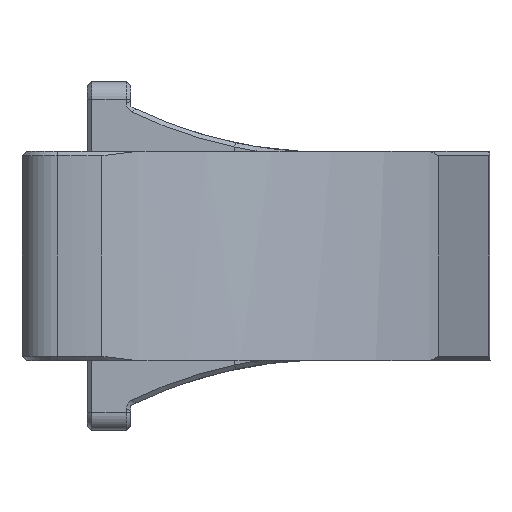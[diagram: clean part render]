
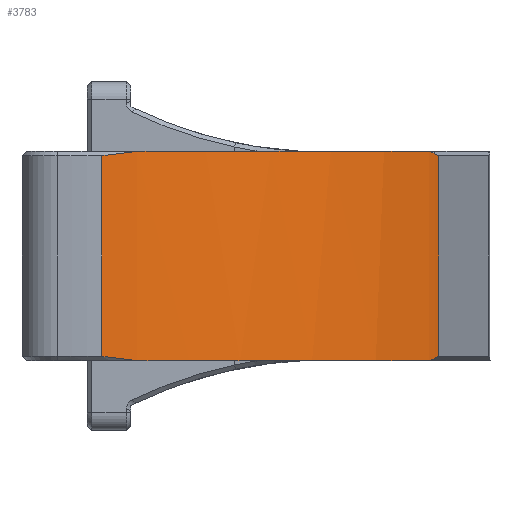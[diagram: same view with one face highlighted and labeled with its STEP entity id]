
A CAD part, left-side view. The second image highlights one B-rep face of the part: STEP entity #3783.
In plain terms, the highlighted cylindrical face has radius 55 mm (diameter 110 mm), a partial arc.
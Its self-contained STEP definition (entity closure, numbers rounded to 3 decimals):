
#2081 = VERTEX_POINT('',#2082);
#2082 = CARTESIAN_POINT('',(-46.512,-8.688,-12.));
#2089 = EDGE_CURVE('',#2090,#2081,#2092,.T.);
#2090 = VERTEX_POINT('',#2091);
#2091 = CARTESIAN_POINT('',(-24.231,-42.234,-12.));
#2092 = B_SPLINE_CURVE_WITH_KNOTS('',8,(#2093,#2094,#2095,#2096,#2097,
    #2098,#2099,#2100,#2101,#2102,#2103,#2104,#2105,#2106,#2107,#2108),
  .UNSPECIFIED.,.F.,.F.,(9,7,9),(0.,0.729,1.),.UNSPECIFIED.);
#2093 = CARTESIAN_POINT('',(-22.588,-43.337,-12.));
#2094 = CARTESIAN_POINT('',(-25.98,-41.146,-12.));
#2095 = CARTESIAN_POINT('',(-29.189,-38.669,-12.));
#2096 = CARTESIAN_POINT('',(-32.185,-35.925,-12.));
#2097 = CARTESIAN_POINT('',(-34.944,-32.937,-12.));
#2098 = CARTESIAN_POINT('',(-37.441,-29.727,-12.));
#2099 = CARTESIAN_POINT('',(-39.659,-26.323,-12.));
#2100 = CARTESIAN_POINT('',(-41.578,-22.753,-12.));
#2101 = CARTESIAN_POINT('',(-43.783,-17.674,-12.));
#2102 = CARTESIAN_POINT('',(-44.337,-16.282,-12.));
#2103 = CARTESIAN_POINT('',(-44.847,-14.872,-12.));
#2104 = CARTESIAN_POINT('',(-45.314,-13.447,-12.));
#2105 = CARTESIAN_POINT('',(-45.736,-12.008,-12.));
#2106 = CARTESIAN_POINT('',(-46.112,-10.557,-12.));
#2107 = CARTESIAN_POINT('',(-46.443,-9.095,-12.));
#2108 = CARTESIAN_POINT('',(-46.729,-7.624,-12.));
#2208 = VERTEX_POINT('',#2209);
#2209 = CARTESIAN_POINT('',(-23.237,-42.912,
    11.697));
#2215 = EDGE_CURVE('',#2208,#2216,#2218,.T.);
#2216 = VERTEX_POINT('',#2217);
#2217 = CARTESIAN_POINT('',(-22.588,-43.337,
    11.5));
#2218 = B_SPLINE_CURVE_WITH_KNOTS('',4,(#2219,#2220,#2221,#2222,#2223),
  .UNSPECIFIED.,.F.,.F.,(5,5),(0.,1.),.PIECEWISE_BEZIER_KNOTS.);
#2219 = CARTESIAN_POINT('',(-23.237,-42.912,
    11.697));
#2220 = CARTESIAN_POINT('',(-23.076,-43.019,
    11.646));
#2221 = CARTESIAN_POINT('',(-22.914,-43.126,
    11.597));
#2222 = CARTESIAN_POINT('',(-22.752,-43.232,
    11.548));
#2223 = CARTESIAN_POINT('',(-22.588,-43.337,
    11.5));
#2367 = VERTEX_POINT('',#2368);
#2368 = CARTESIAN_POINT('',(-24.231,-42.234,12.));
#2375 = EDGE_CURVE('',#2376,#2367,#2378,.T.);
#2376 = VERTEX_POINT('',#2377);
#2377 = CARTESIAN_POINT('',(-46.512,-8.688,12.));
#2378 = CIRCLE('',#2379,55.);
#2379 = AXIS2_PLACEMENT_3D('',#2380,#2381,#2382);
#2380 = CARTESIAN_POINT('',(7.263,2.856,12.));
#2381 = DIRECTION('',(0.,0.,1.));
#2382 = DIRECTION('',(1.,0.,0.));
#2615 = EDGE_CURVE('',#2616,#2618,#2620,.T.);
#2616 = VERTEX_POINT('',#2617);
#2617 = CARTESIAN_POINT('',(-23.237,-42.912,
    -11.697));
#2618 = VERTEX_POINT('',#2619);
#2619 = CARTESIAN_POINT('',(-22.588,-43.337,
    -11.5));
#2620 = B_SPLINE_CURVE_WITH_KNOTS('',4,(#2621,#2622,#2623,#2624,#2625),
  .UNSPECIFIED.,.F.,.F.,(5,5),(0.,1.),.PIECEWISE_BEZIER_KNOTS.);
#2621 = CARTESIAN_POINT('',(-23.237,-42.912,
    -11.697));
#2622 = CARTESIAN_POINT('',(-23.076,-43.019,
    -11.646));
#2623 = CARTESIAN_POINT('',(-22.914,-43.126,
    -11.597));
#2624 = CARTESIAN_POINT('',(-22.752,-43.232,
    -11.548));
#2625 = CARTESIAN_POINT('',(-22.588,-43.337,
    -11.5));
#2651 = EDGE_CURVE('',#2216,#2618,#2652,.T.);
#2652 = LINE('',#2653,#2654);
#2653 = CARTESIAN_POINT('',(-22.588,-43.337,12.));
#2654 = VECTOR('',#2655,1.);
#2655 = DIRECTION('',(-0.,-0.,-1.));
#3761 = EDGE_CURVE('',#2090,#2616,#3762,.T.);
#3762 = B_SPLINE_CURVE_WITH_KNOTS('',4,(#3763,#3764,#3765,#3766,#3767),
  .UNSPECIFIED.,.F.,.F.,(5,5),(0.,1.),.PIECEWISE_BEZIER_KNOTS.);
#3763 = CARTESIAN_POINT('',(-24.231,-42.234,
    -12.));
#3764 = CARTESIAN_POINT('',(-23.983,-42.407,
    -11.926));
#3765 = CARTESIAN_POINT('',(-23.735,-42.578,
    -11.851));
#3766 = CARTESIAN_POINT('',(-23.486,-42.746,
    -11.775));
#3767 = CARTESIAN_POINT('',(-23.237,-42.912,
    -11.697));
#3783 = ADVANCED_FACE('',(#3784),#3832,.T.);
#3784 = FACE_BOUND('',#3785,.T.);
#3785 = EDGE_LOOP('',(#3786,#3799,#3807,#3818,#3819,#3820,#3821,#3822,
    #3823,#3831));
#3786 = ORIENTED_EDGE('',*,*,#3787,.T.);
#3787 = EDGE_CURVE('',#2376,#3788,#3790,.T.);
#3788 = VERTEX_POINT('',#3789);
#3789 = CARTESIAN_POINT('',(-47.218,-4.678,11.5));
#3790 = B_SPLINE_CURVE_WITH_KNOTS('',4,(#3791,#3792,#3793,#3794,#3795,
    #3796,#3797,#3798),.UNSPECIFIED.,.F.,.F.,(5,3,5),(0.,0.454,
    1.),.UNSPECIFIED.);
#3791 = CARTESIAN_POINT('',(-46.511,-8.689,
    12.));
#3792 = CARTESIAN_POINT('',(-46.609,-8.236,
    11.946));
#3793 = CARTESIAN_POINT('',(-46.701,-7.783,
    11.891));
#3794 = CARTESIAN_POINT('',(-46.787,-7.329,
    11.835));
#3795 = CARTESIAN_POINT('',(-46.968,-6.326,
    11.711));
#3796 = CARTESIAN_POINT('',(-47.059,-5.777,
    11.642));
#3797 = CARTESIAN_POINT('',(-47.142,-5.228,
    11.571));
#3798 = CARTESIAN_POINT('',(-47.218,-4.678,
    11.5));
#3799 = ORIENTED_EDGE('',*,*,#3800,.T.);
#3800 = EDGE_CURVE('',#3788,#3801,#3803,.T.);
#3801 = VERTEX_POINT('',#3802);
#3802 = CARTESIAN_POINT('',(-47.218,-4.678,-11.5));
#3803 = LINE('',#3804,#3805);
#3804 = CARTESIAN_POINT('',(-47.218,-4.678,12.));
#3805 = VECTOR('',#3806,1.);
#3806 = DIRECTION('',(-0.,-0.,-1.));
#3807 = ORIENTED_EDGE('',*,*,#3808,.F.);
#3808 = EDGE_CURVE('',#2081,#3801,#3809,.T.);
#3809 = B_SPLINE_CURVE_WITH_KNOTS('',4,(#3810,#3811,#3812,#3813,#3814,
    #3815,#3816,#3817),.UNSPECIFIED.,.F.,.F.,(5,3,5),(0.,0.454,
    1.),.UNSPECIFIED.);
#3810 = CARTESIAN_POINT('',(-46.511,-8.689,
    -12.));
#3811 = CARTESIAN_POINT('',(-46.609,-8.236,
    -11.946));
#3812 = CARTESIAN_POINT('',(-46.701,-7.783,
    -11.891));
#3813 = CARTESIAN_POINT('',(-46.787,-7.329,
    -11.835));
#3814 = CARTESIAN_POINT('',(-46.968,-6.326,
    -11.711));
#3815 = CARTESIAN_POINT('',(-47.059,-5.777,
    -11.642));
#3816 = CARTESIAN_POINT('',(-47.142,-5.228,
    -11.571));
#3817 = CARTESIAN_POINT('',(-47.218,-4.678,
    -11.5));
#3818 = ORIENTED_EDGE('',*,*,#2089,.F.);
#3819 = ORIENTED_EDGE('',*,*,#3761,.T.);
#3820 = ORIENTED_EDGE('',*,*,#2615,.T.);
#3821 = ORIENTED_EDGE('',*,*,#2651,.F.);
#3822 = ORIENTED_EDGE('',*,*,#2215,.F.);
#3823 = ORIENTED_EDGE('',*,*,#3824,.F.);
#3824 = EDGE_CURVE('',#2367,#2208,#3825,.T.);
#3825 = B_SPLINE_CURVE_WITH_KNOTS('',4,(#3826,#3827,#3828,#3829,#3830),
  .UNSPECIFIED.,.F.,.F.,(5,5),(0.,1.),.PIECEWISE_BEZIER_KNOTS.);
#3826 = CARTESIAN_POINT('',(-24.231,-42.234,
    12.));
#3827 = CARTESIAN_POINT('',(-23.983,-42.407,
    11.926));
#3828 = CARTESIAN_POINT('',(-23.735,-42.578,
    11.851));
#3829 = CARTESIAN_POINT('',(-23.486,-42.746,
    11.775));
#3830 = CARTESIAN_POINT('',(-23.237,-42.912,11.697
    ));
#3831 = ORIENTED_EDGE('',*,*,#2375,.F.);
#3832 = CYLINDRICAL_SURFACE('',#3833,55.);
#3833 = AXIS2_PLACEMENT_3D('',#3834,#3835,#3836);
#3834 = CARTESIAN_POINT('',(7.263,2.856,12.));
#3835 = DIRECTION('',(0.,0.,1.));
#3836 = DIRECTION('',(1.,0.,0.));
